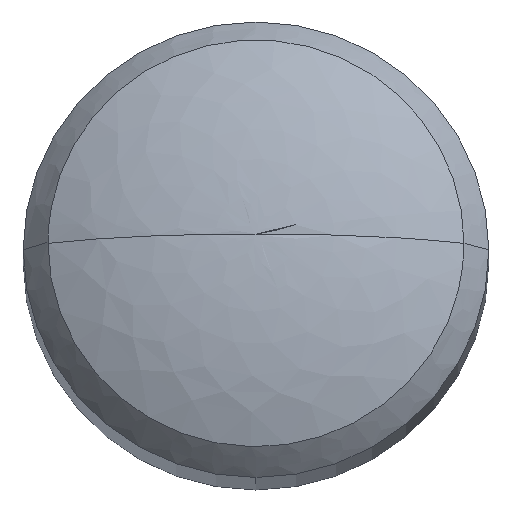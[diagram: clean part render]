
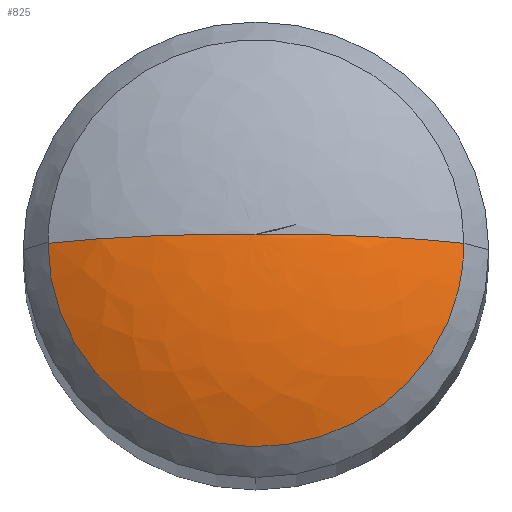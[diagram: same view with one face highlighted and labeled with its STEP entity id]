
A CAD part, left-side view. The second image highlights one B-rep face of the part: STEP entity #825.
In plain terms, the highlighted face is a revolution surface.
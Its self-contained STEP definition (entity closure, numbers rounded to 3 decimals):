
#59=CARTESIAN_POINT('',(-31.434,12.756,1.78));
#60=CARTESIAN_POINT('',(-31.451,12.756,1.699));
#61=CARTESIAN_POINT('',(-31.486,12.751,1.537));
#62=CARTESIAN_POINT('',(-31.538,12.731,1.295));
#63=CARTESIAN_POINT('',(-31.589,12.698,1.055));
#64=CARTESIAN_POINT('',(-31.64,12.651,0.816));
#65=CARTESIAN_POINT('',(-31.69,12.592,0.582));
#66=CARTESIAN_POINT('',(-31.739,12.52,0.351));
#67=CARTESIAN_POINT('',(-31.788,12.435,0.124));
#68=CARTESIAN_POINT('',(-31.835,12.337,-0.098));
#69=CARTESIAN_POINT('',(-31.882,12.228,-0.315));
#70=CARTESIAN_POINT('',(-31.927,12.106,-0.526));
#71=CARTESIAN_POINT('',(-31.971,11.973,-0.731));
#72=CARTESIAN_POINT('',(-32.013,11.83,-0.927));
#73=CARTESIAN_POINT('',(-32.053,11.674,-1.117));
#74=CARTESIAN_POINT('',(-32.092,11.509,-1.299));
#75=CARTESIAN_POINT('',(-32.129,11.335,-1.47));
#76=CARTESIAN_POINT('',(-32.163,11.151,-1.633));
#77=CARTESIAN_POINT('',(-32.196,10.958,-1.785));
#78=CARTESIAN_POINT('',(-32.226,10.758,-1.927));
#79=CARTESIAN_POINT('',(-32.255,10.547,-2.06));
#80=CARTESIAN_POINT('',(-32.281,10.33,-2.181));
#81=CARTESIAN_POINT('',(-32.304,10.106,-2.29));
#82=CARTESIAN_POINT('',(-32.325,9.877,-2.388));
#83=CARTESIAN_POINT('',(-32.343,9.642,-2.473));
#84=CARTESIAN_POINT('',(-32.358,9.403,-2.545));
#85=CARTESIAN_POINT('',(-32.371,9.16,-2.605));
#86=CARTESIAN_POINT('',(-32.381,8.914,-2.651));
#87=CARTESIAN_POINT('',(-32.388,8.664,-2.685));
#88=CARTESIAN_POINT('',(-32.392,8.411,-2.705));
#89=CARTESIAN_POINT('',(-32.394,8.164,-2.711));
#90=CARTESIAN_POINT('',(-32.392,7.914,-2.704));
#91=CARTESIAN_POINT('',(-32.388,7.669,-2.685));
#92=CARTESIAN_POINT('',(-32.381,7.425,-2.652));
#93=CARTESIAN_POINT('',(-32.372,7.182,-2.607));
#94=CARTESIAN_POINT('',(-32.359,6.942,-2.549));
#95=CARTESIAN_POINT('',(-32.344,6.706,-2.478));
#96=CARTESIAN_POINT('',(-32.326,6.474,-2.395));
#97=CARTESIAN_POINT('',(-32.306,6.246,-2.3));
#98=CARTESIAN_POINT('',(-32.283,6.025,-2.193));
#99=CARTESIAN_POINT('',(-32.258,5.809,-2.074));
#100=CARTESIAN_POINT('',(-32.23,5.6,-1.945));
#101=CARTESIAN_POINT('',(-32.2,5.398,-1.804));
#102=CARTESIAN_POINT('',(-32.168,5.205,-1.653));
#103=CARTESIAN_POINT('',(-32.133,5.019,-1.491));
#104=CARTESIAN_POINT('',(-32.097,4.844,-1.321));
#105=CARTESIAN_POINT('',(-32.058,4.676,-1.14));
#106=CARTESIAN_POINT('',(-32.018,4.52,
-0.951));
#107=CARTESIAN_POINT('',(-31.976,4.374,
-0.754));
#108=CARTESIAN_POINT('',(-31.932,4.239,
-0.549));
#109=CARTESIAN_POINT('',(-31.887,4.116,
-0.338));
#110=CARTESIAN_POINT('',(-31.84,4.004,-0.119));
#111=CARTESIAN_POINT('',(-31.793,3.906,0.102));
#112=CARTESIAN_POINT('',(-31.744,3.82,0.328));
#113=CARTESIAN_POINT('',(-31.694,3.745,0.564));
#114=CARTESIAN_POINT('',(-31.643,3.684,0.801));
#115=CARTESIAN_POINT('',(-31.592,3.635,1.043));
#116=CARTESIAN_POINT('',(-31.539,3.601,1.287));
#117=CARTESIAN_POINT('',(-31.487,3.58,1.533));
#118=CARTESIAN_POINT('',(-31.452,3.576,1.699));
#119=CARTESIAN_POINT('',(-31.434,3.575,1.78));
#135=CARTESIAN_POINT('',(-31.434,3.575,1.78));
#211=CARTESIAN_POINT('',(-31.434,12.756,1.78));
#212=CARTESIAN_POINT('',(-32.076,11.524,1.917));
#213=CARTESIAN_POINT('',(-32.396,9.994,1.986));
#214=CARTESIAN_POINT('',(-32.396,8.166,1.986));
#216=CARTESIAN_POINT('',(-32.396,8.166,1.986));
#217=CARTESIAN_POINT('',(-32.396,6.337,1.986));
#218=CARTESIAN_POINT('',(-32.076,4.807,1.917));
#219=CARTESIAN_POINT('',(-31.434,3.575,1.78));
#381=VERTEX_POINT('',#135);
#383=VERTEX_POINT('',#216);
#384=VERTEX_POINT('',#211);
#810=CARTESIAN_POINT('',(-32.396,8.166,1.986));
#811=CARTESIAN_POINT('',(-32.396,9.994,1.986));
#812=CARTESIAN_POINT('',(-32.072,11.541,1.916));
#813=CARTESIAN_POINT('',(-31.42,12.784,1.777));
#814=CARTESIAN_POINT('',(-31.412,12.798,1.775));
#816=CARTESIAN_POINT('',(-31.713,8.166,1.84));
#817=DIRECTION('',(0.978,0.,-0.209));
#818=AXIS1_PLACEMENT('',#816,#817);
#819=SURFACE_OF_REVOLUTION('',#815,#818);
#820=ORIENTED_EDGE('',*,*,#636,.F.);
#821=ORIENTED_EDGE('',*,*,#804,.T.);
#822=ORIENTED_EDGE('',*,*,#802,.T.);
#823=EDGE_LOOP('',(#820,#821,#822));
#824=FACE_OUTER_BOUND('',#823,.F.);
#120=B_SPLINE_CURVE_WITH_KNOTS('',3,(#59,#60,#61,#62,#63,#64,#65,#66,#67,#68,
#69,#70,#71,#72,#73,#74,#75,#76,#77,#78,#79,#80,#81,#82,#83,#84,#85,#86,#87,#88,
#89,#90,#91,#92,#93,#94,#95,#96,#97,#98,#99,#100,#101,#102,#103,#104,#105,#106,
#107,#108,#109,#110,#111,#112,#113,#114,#115,#116,#117,#118,#119),.UNSPECIFIED.,
.F.,.F.,(4,1,1,1,1,1,1,1,1,1,1,1,1,1,1,1,1,1,1,1,1,1,1,1,1,1,1,1,1,1,1,1,1,1,1,
1,1,1,1,1,1,1,1,1,1,1,1,1,1,1,1,1,1,1,1,1,1,1,4),(0.,0.017,
0.034,0.052,0.069,0.086,
0.103,0.121,0.138,0.155,
0.172,0.19,0.207,0.224,
0.241,0.259,0.276,0.293,
0.31,0.328,0.345,0.362,
0.379,0.397,0.414,0.431,
0.448,0.466,0.483,0.5,0.517,
0.534,0.552,0.569,0.586,
0.603,0.621,0.638,0.655,
0.672,0.69,0.707,0.724,
0.741,0.759,0.776,0.793,
0.81,0.828,0.845,0.862,
0.879,0.897,0.914,0.931,
0.948,0.966,0.983,1.),.UNSPECIFIED.);
#215=B_SPLINE_CURVE_WITH_KNOTS('',3,(#211,#212,#213,#214),.UNSPECIFIED.,.F.,.F.,
(4,4),(0.,1.),.UNSPECIFIED.);
#220=B_SPLINE_CURVE_WITH_KNOTS('',3,(#216,#217,#218,#219),.UNSPECIFIED.,.F.,.F.,
(4,4),(0.,1.),.UNSPECIFIED.);
#636=EDGE_CURVE('',#384,#381,#120,.T.);
#802=EDGE_CURVE('',#383,#381,#220,.T.);
#804=EDGE_CURVE('',#384,#383,#215,.T.);
#815=B_SPLINE_CURVE_WITH_KNOTS('',3,(#810,#811,#812,#813,#814),.UNSPECIFIED.,
.F.,.F.,(4,1,4),(0.,0.989,1.),.UNSPECIFIED.);
#825=ADVANCED_FACE('',(#824),#819,.T.);
